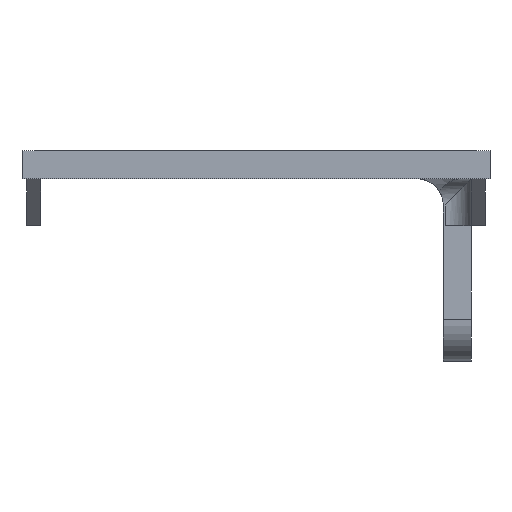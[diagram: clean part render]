
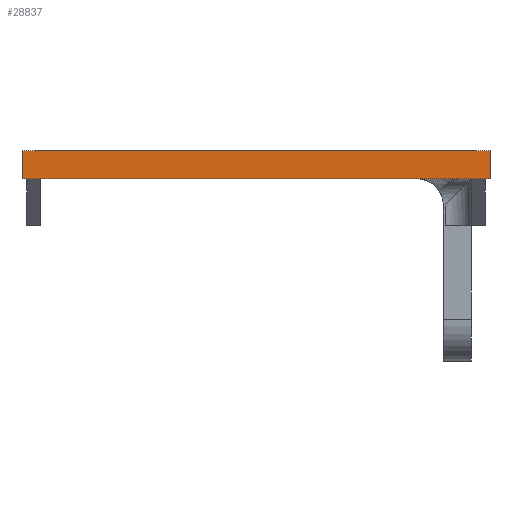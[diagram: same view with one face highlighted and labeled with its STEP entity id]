
A CAD part, front view. The second image highlights one B-rep face of the part: STEP entity #28837.
In plain terms, the highlighted planar face has unit normal (0, -1, 0).
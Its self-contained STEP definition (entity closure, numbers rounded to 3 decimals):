
#1418=PLANE('',#30100);
#1788=LINE('',#34711,#4344);
#3080=LINE('',#46580,#5636);
#3081=LINE('',#46583,#5637);
#3082=LINE('',#46584,#5638);
#4344=VECTOR('',#30542,10.);
#5636=VECTOR('',#32648,10.);
#5637=VECTOR('',#32651,10.);
#5638=VECTOR('',#32652,10.);
#7685=FACE_OUTER_BOUND('',#9309,.T.);
#9309=EDGE_LOOP('',(#23173,#23174,#23175,#23176));
#12009=VERTEX_POINT('',#34705);
#12011=VERTEX_POINT('',#34709);
#13481=VERTEX_POINT('',#46578);
#13482=VERTEX_POINT('',#46582);
#14937=EDGE_CURVE('',#12009,#12011,#1788,.T.);
#17149=EDGE_CURVE('',#12011,#13481,#3080,.T.);
#17150=EDGE_CURVE('',#13482,#13481,#3081,.T.);
#17151=EDGE_CURVE('',#12009,#13482,#3082,.T.);
#23173=ORIENTED_EDGE('',*,*,#14937,.T.);
#23174=ORIENTED_EDGE('',*,*,#17149,.T.);
#23175=ORIENTED_EDGE('',*,*,#17150,.F.);
#23176=ORIENTED_EDGE('',*,*,#17151,.F.);
#28837=ADVANCED_FACE('',(#7685),#1418,.T.);
#30100=AXIS2_PLACEMENT_3D('',#46581,#32649,#32650);
#30542=DIRECTION('',(1.,0.,0.));
#32648=DIRECTION('',(0.,0.,1.));
#32649=DIRECTION('center_axis',(0.,-1.,0.));
#32650=DIRECTION('ref_axis',(1.,0.,0.));
#32651=DIRECTION('',(1.,0.,0.));
#32652=DIRECTION('',(0.,0.,1.));
#34705=CARTESIAN_POINT('',(0.,0.,0.));
#34709=CARTESIAN_POINT('',(50.,0.,0.));
#34711=CARTESIAN_POINT('',(0.,0.,0.));
#46578=CARTESIAN_POINT('',(50.,0.,3.));
#46580=CARTESIAN_POINT('',(50.,0.,0.));
#46581=CARTESIAN_POINT('Origin',(0.,0.,0.));
#46582=CARTESIAN_POINT('',(0.,0.,3.));
#46583=CARTESIAN_POINT('',(0.,0.,3.));
#46584=CARTESIAN_POINT('',(0.,0.,0.));
